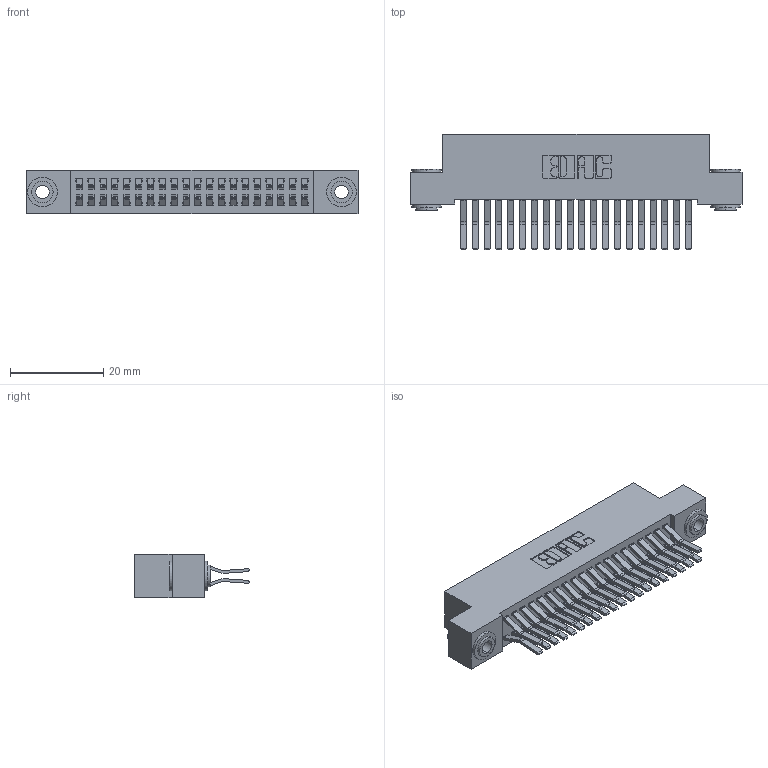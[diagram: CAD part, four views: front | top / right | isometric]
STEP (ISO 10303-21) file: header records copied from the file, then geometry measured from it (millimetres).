
FILE_DESCRIPTION (( 'STEP AP203' ), '1' );
FILE_NAME ('342-040-560-203.STEP', '2018-08-12T01:15:24', ( '' ), ( '' ), 'SwSTEP 2.0', 'SolidWorks 2016', '' );
FILE_SCHEMA (( 'CONFIG_CONTROL_DESIGN' ));
Length unit declared in the file: inch
Products named in the file (4): 342 Part_.156 TH; 345-292-001_560 Tail; 342-250-002_345-250-002-102; 342-040-560-203
Assembly tree (43 placements, depth 2):
  342-040-560-203
    342 Part_.156 TH
    345-292-001_560 Tail  x40
    342-250-002_345-250-002-102  x2
Bounding box: 71.12 x 24.78 x 9.4 mm (x, y, z)
Volume: 6571.4 mm3; surface area: 10998.3 mm2
Topology: 43 solids, 43 shells, 2308 faces, 6815 edges, 4486 vertices
Faces by surface type: plane 1516, cylinder 784, cone 8
Entity records: 16318 total; most frequent: CARTESIAN_POINT 2705, ORIENTED_EDGE 2634, DIRECTION 2387, EDGE_CURVE 1317, VECTOR 1161, LINE 1161, VERTEX_POINT 874, AXIS2_PLACEMENT_3D 613
